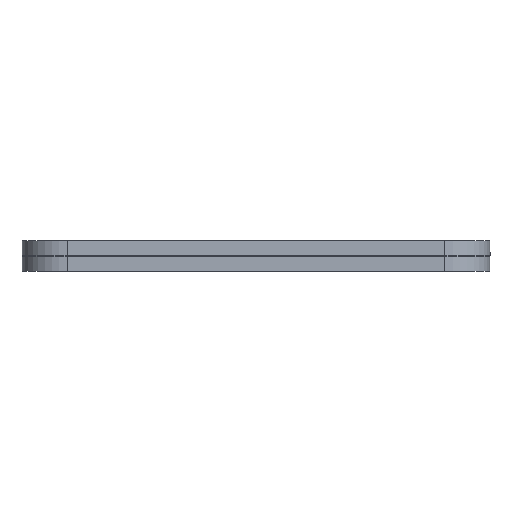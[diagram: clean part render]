
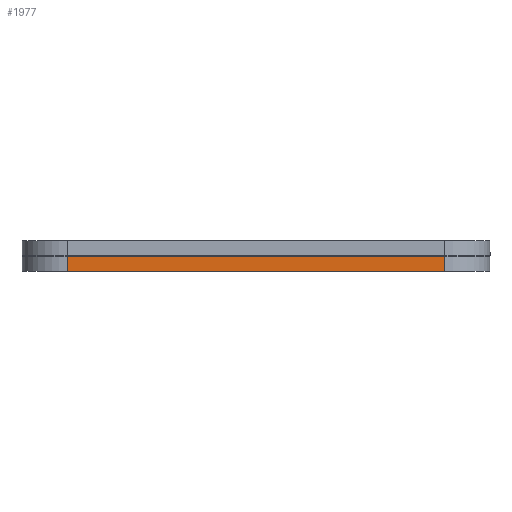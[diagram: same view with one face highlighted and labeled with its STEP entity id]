
A CAD part, front view. The second image highlights one B-rep face of the part: STEP entity #1977.
In plain terms, the highlighted planar face has unit normal (0, -1, 0).
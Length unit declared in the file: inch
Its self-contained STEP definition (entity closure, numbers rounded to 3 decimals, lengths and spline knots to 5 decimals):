
#2 = DIRECTION ( 'NONE',  ( 1., 0., 0. ) ) ;
#22 = DIRECTION ( 'NONE',  ( 0., 0., 1. ) ) ;
#55 = DIRECTION ( 'NONE',  ( -1., 0., 0. ) ) ;
#86 = VERTEX_POINT ( 'NONE', #1215 ) ;
#105 = CARTESIAN_POINT ( 'NONE',  ( -1.5625, -1.9375, 0.125 ) ) ;
#179 = LINE ( 'NONE', #1993, #332 ) ;
#186 = EDGE_CURVE ( 'NONE', #1151, #377, #1358, .T. ) ;
#332 = VECTOR ( 'NONE', #2, 39.37008 ) ;
#377 = VERTEX_POINT ( 'NONE', #105 ) ;
#410 = CARTESIAN_POINT ( 'NONE',  ( -1.5625, -1.9375, 0. ) ) ;
#587 = DIRECTION ( 'NONE',  ( 0., 1., 0. ) ) ;
#749 = VECTOR ( 'NONE', #2032, 39.37008 ) ;
#802 = ORIENTED_EDGE ( 'NONE', *, *, #944, .F. ) ;
#908 = CARTESIAN_POINT ( 'NONE',  ( -1.9375, -1.9375, 0. ) ) ;
#944 = EDGE_CURVE ( 'NONE', #377, #2184, #179, .T. ) ;
#1151 = VERTEX_POINT ( 'NONE', #410 ) ;
#1170 = LINE ( 'NONE', #1314, #749 ) ;
#1191 = ORIENTED_EDGE ( 'NONE', *, *, #186, .F. ) ;
#1215 = CARTESIAN_POINT ( 'NONE',  ( 1.5625, -1.9375, 0. ) ) ;
#1230 = EDGE_LOOP ( 'NONE', ( #1336, #802, #1191, #1441 ) ) ;
#1232 = FACE_OUTER_BOUND ( 'NONE', #1230, .T. ) ;
#1314 = CARTESIAN_POINT ( 'NONE',  ( 1.5625, -1.9375, 0.125 ) ) ;
#1336 = ORIENTED_EDGE ( 'NONE', *, *, #1345, .F. ) ;
#1345 = EDGE_CURVE ( 'NONE', #2184, #86, #1170, .T. ) ;
#1348 = VECTOR ( 'NONE', #1587, 39.37008 ) ;
#1358 = LINE ( 'NONE', #2009, #1380 ) ;
#1380 = VECTOR ( 'NONE', #22, 39.37008 ) ;
#1441 = ORIENTED_EDGE ( 'NONE', *, *, #1751, .F. ) ;
#1582 = CARTESIAN_POINT ( 'NONE',  ( -1.9375, -1.9375, 0.125 ) ) ;
#1587 = DIRECTION ( 'NONE',  ( -1., 0., 0. ) ) ;
#1739 = AXIS2_PLACEMENT_3D ( 'NONE', #1582, #587, #55 ) ;
#1750 = PLANE ( 'NONE',  #1739 ) ;
#1751 = EDGE_CURVE ( 'NONE', #86, #1151, #1972, .T. ) ;
#1802 = CARTESIAN_POINT ( 'NONE',  ( 1.5625, -1.9375, 0.125 ) ) ;
#1972 = LINE ( 'NONE', #908, #1348 ) ;
#1977 = ADVANCED_FACE ( 'NONE', ( #1232 ), #1750, .F. ) ;
#1993 = CARTESIAN_POINT ( 'NONE',  ( -1.9375, -1.9375, 0.125 ) ) ;
#2009 = CARTESIAN_POINT ( 'NONE',  ( -1.5625, -1.9375, 0.125 ) ) ;
#2032 = DIRECTION ( 'NONE',  ( 0., 0., -1. ) ) ;
#2184 = VERTEX_POINT ( 'NONE', #1802 ) ;
